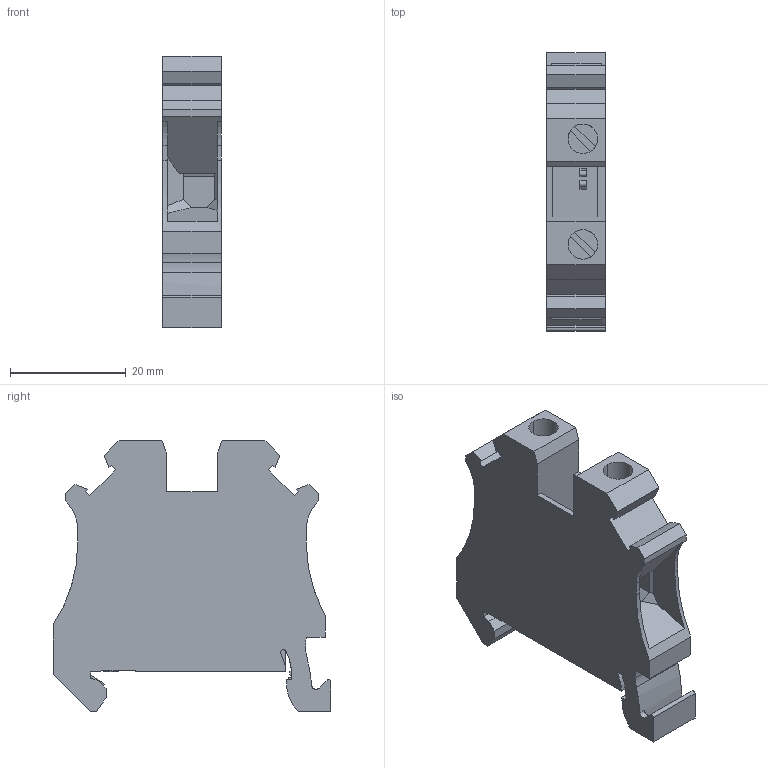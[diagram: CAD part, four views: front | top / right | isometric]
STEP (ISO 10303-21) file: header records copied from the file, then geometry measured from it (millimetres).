
FILE_DESCRIPTION(('STEP AP214'),'1');
FILE_NAME('cctmp_510D57D2-90C3-46F7-990A-A1FC9CA72B82_2023_07_24_09_29_17_0333..stp','2023-07-24T07:29:17',('SIEMENS A&D'),('CADClick - www.CADClick.com'),'Spatial InterOp 3D postprocessed',' ','unknown authorization');
FILE_SCHEMA(('AUTOMOTIVE_DESIGN'));
Length unit declared in the file: millimetre
Products named in the file (1): 2023_07_24_09_29_17_0325
Bounding box: 10.15 x 48 x 46.85 mm (x, y, z)
Volume: 13376.9 mm3; surface area: 6932.4 mm2
Topology: 1 solids, 1 shells, 166 faces, 468 edges, 308 vertices
Faces by surface type: plane 138, cylinder 28
Entity records: 5848 total; most frequent: CARTESIAN_POINT 943, ORIENTED_EDGE 936, DIRECTION 877, EDGE_CURVE 468, LINE 393, VECTOR 393, VERTEX_POINT 308, AXIS2_PLACEMENT_3D 242
